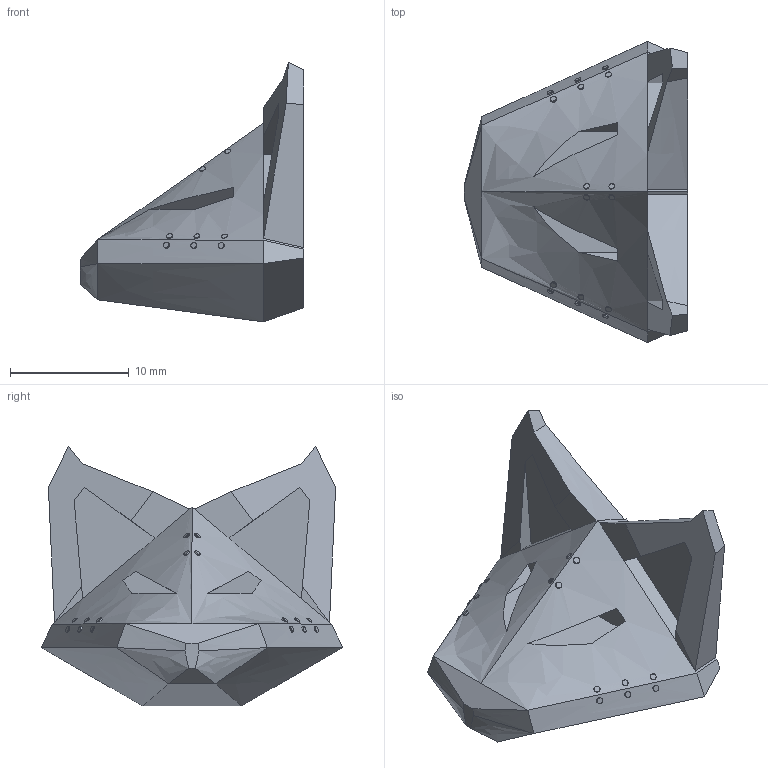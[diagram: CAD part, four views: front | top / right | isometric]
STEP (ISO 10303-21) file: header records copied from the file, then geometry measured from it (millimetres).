
FILE_DESCRIPTION(/* description */ (''),/* implementation_level */ '2;1');
FILE_NAME(/* name */ 'roboCat3.stp',/* time_stamp */ '2014-02-01T18:40:50-05:00',/* author */ ('Spooner'),/* organization */ (''),/* preprocessor_version */ 'ST-DEVELOPER v15.2',/* originating_system */ 'Autodesk Inventor 2014',/* authorisation */ '');
FILE_SCHEMA (('AUTOMOTIVE_DESIGN { 1 0 10303 214 3 1 1 }'));
Length unit declared in the file: inch
Products named in the file (1): roboCat3
Bounding box: 18.82 x 25.4 x 21.9 mm (x, y, z)
Volume: 3046.5 mm3; surface area: 1608.5 mm2
Topology: 1 solids, 1 shells, 86 faces, 191 edges, 125 vertices
Faces by surface type: plane 58, cylinder 16, bspline 12
Full cylindrical faces by diameter (mm): 0.508 x16
Entity records: 3288 total; most frequent: CARTESIAN_POINT 1562, ORIENTED_EDGE 318, DIRECTION 293, EDGE_CURVE 159, EDGE_LOOP 120, LINE 111, VECTOR 111, VERTEX_POINT 109
